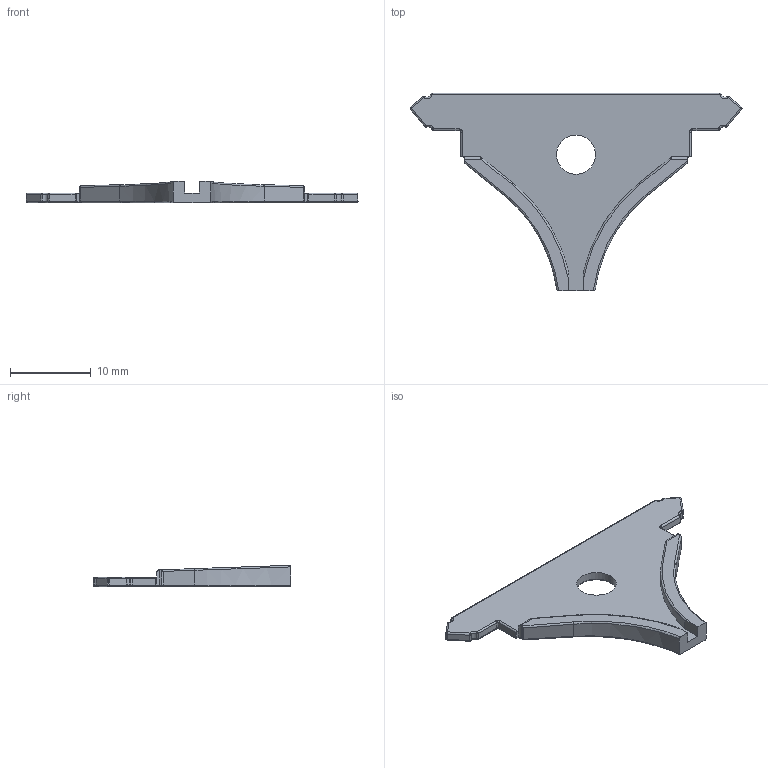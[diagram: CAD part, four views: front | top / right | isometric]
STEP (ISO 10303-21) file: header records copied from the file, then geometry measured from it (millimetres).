
FILE_DESCRIPTION (( 'STEP AP203' ), '1' );
FILE_NAME ('058124_A2 Plastic Insert_MIXING_RV3.STEP', '2018-10-23T16:10:50', ( '' ), ( '' ), 'SwSTEP 2.0', 'SolidWorks 2015', '' );
FILE_SCHEMA (( 'CONFIG_CONTROL_DESIGN' ));
Length unit declared in the file: millimetre
Products named in the file (2): 058124_A2 Plastic Insert_MIXING_RV3
Bounding box: 41.21 x 24.53 x 2.66 mm (x, y, z)
Volume: 656.8 mm3; surface area: 1186.5 mm2
Topology: 1 solids, 1 shells, 156 faces, 380 edges, 216 vertices
Faces by surface type: cylinder 59, sphere 27, plane 26, torus 21, bspline 21, cone 2
Entity records: 4765 total; most frequent: CARTESIAN_POINT 1301, ORIENTED_EDGE 716, DIRECTION 711, EDGE_CURVE 358, AXIS2_PLACEMENT_3D 296, VERTEX_POINT 206, CIRCLE 161, EDGE_LOOP 156
